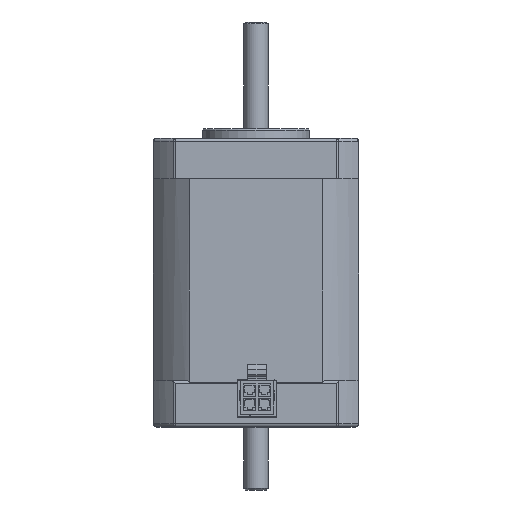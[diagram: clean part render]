
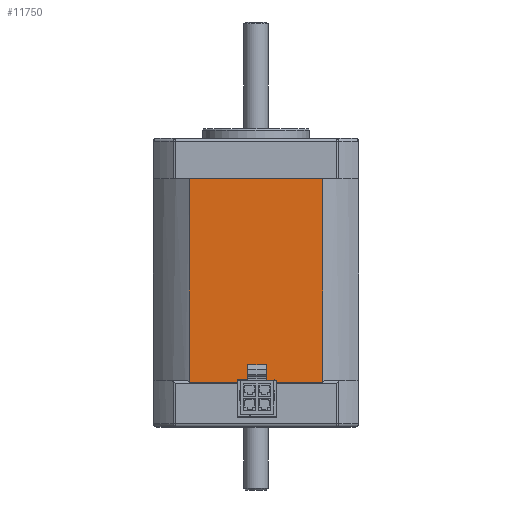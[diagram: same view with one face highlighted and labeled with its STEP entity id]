
A CAD part, front view. The second image highlights one B-rep face of the part: STEP entity #11750.
In plain terms, the highlighted planar face has unit normal (0, -1, 0).
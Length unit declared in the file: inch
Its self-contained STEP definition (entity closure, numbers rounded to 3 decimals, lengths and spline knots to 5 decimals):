
#138 = EDGE_CURVE ( 'NONE', #2308, #15056, #19618, .T. ) ;
#386 = DIRECTION ( 'NONE',  ( 1., 0., 0. ) ) ;
#601 = EDGE_CURVE ( 'NONE', #15056, #12602, #13941, .T. ) ;
#1449 = AXIS2_PLACEMENT_3D ( 'NONE', #17053, #15327, #4291 ) ;
#2039 = FACE_OUTER_BOUND ( 'NONE', #14693, .T. ) ;
#2308 = VERTEX_POINT ( 'NONE', #6178 ) ;
#3732 = VECTOR ( 'NONE', #16473, 39.37008 ) ;
#4291 = DIRECTION ( 'NONE',  ( 0., 0., 1. ) ) ;
#5657 = ORIENTED_EDGE ( 'NONE', *, *, #16426, .T. ) ;
#5766 = ORIENTED_EDGE ( 'NONE', *, *, #138, .F. ) ;
#6178 = CARTESIAN_POINT ( 'NONE',  ( 1.04778, 1.13718, 3.79441 ) ) ;
#6253 = LINE ( 'NONE', #18111, #7983 ) ;
#6923 = LINE ( 'NONE', #18268, #3732 ) ;
#7815 = DIRECTION ( 'NONE',  ( 0., 0., -1. ) ) ;
#7983 = VECTOR ( 'NONE', #17969, 39.37008 ) ;
#8908 = VECTOR ( 'NONE', #386, 39.37008 ) ;
#9877 = ORIENTED_EDGE ( 'NONE', *, *, #601, .F. ) ;
#11750 = ADVANCED_FACE ( 'NONE', ( #2039 ), #13579, .F. ) ;
#12554 = CARTESIAN_POINT ( 'NONE',  ( 2.12585, 1.13718, 3.79441 ) ) ;
#12602 = VERTEX_POINT ( 'NONE', #13789 ) ;
#12812 = CARTESIAN_POINT ( 'NONE',  ( 1.04778, 1.13718, 2.14921 ) ) ;
#12939 = VERTEX_POINT ( 'NONE', #12812 ) ;
#13254 = CARTESIAN_POINT ( 'NONE',  ( 2.12585, 1.13718, 3.79441 ) ) ;
#13579 = PLANE ( 'NONE',  #1449 ) ;
#13789 = CARTESIAN_POINT ( 'NONE',  ( 2.12585, 1.13718, 2.14921 ) ) ;
#13941 = LINE ( 'NONE', #12554, #18435 ) ;
#14693 = EDGE_LOOP ( 'NONE', ( #19875, #5657, #9877, #5766 ) ) ;
#15056 = VERTEX_POINT ( 'NONE', #13254 ) ;
#15327 = DIRECTION ( 'NONE',  ( 0., 1., 0. ) ) ;
#16223 = CARTESIAN_POINT ( 'NONE',  ( 1.58681, 1.13718, 3.79441 ) ) ;
#16426 = EDGE_CURVE ( 'NONE', #12939, #12602, #6253, .T. ) ;
#16473 = DIRECTION ( 'NONE',  ( 0., 0., -1. ) ) ;
#17053 = CARTESIAN_POINT ( 'NONE',  ( 1.58681, 1.13718, 3.79441 ) ) ;
#17969 = DIRECTION ( 'NONE',  ( 1., 0., 0. ) ) ;
#18111 = CARTESIAN_POINT ( 'NONE',  ( 1.04778, 1.13718, 2.14921 ) ) ;
#18268 = CARTESIAN_POINT ( 'NONE',  ( 1.04778, 1.13718, 3.79441 ) ) ;
#18435 = VECTOR ( 'NONE', #7815, 39.37008 ) ;
#19618 = LINE ( 'NONE', #16223, #8908 ) ;
#19638 = EDGE_CURVE ( 'NONE', #2308, #12939, #6923, .T. ) ;
#19875 = ORIENTED_EDGE ( 'NONE', *, *, #19638, .T. ) ;
